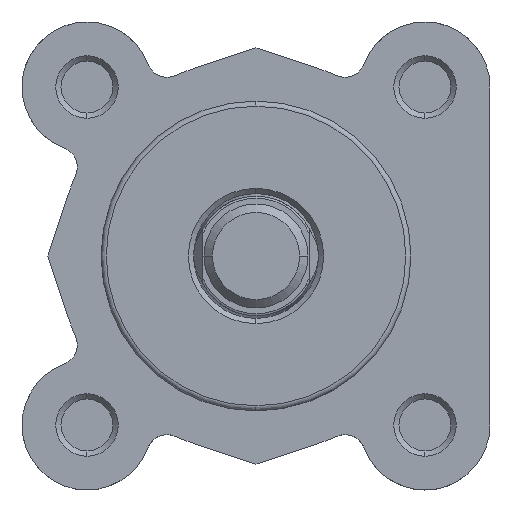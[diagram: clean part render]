
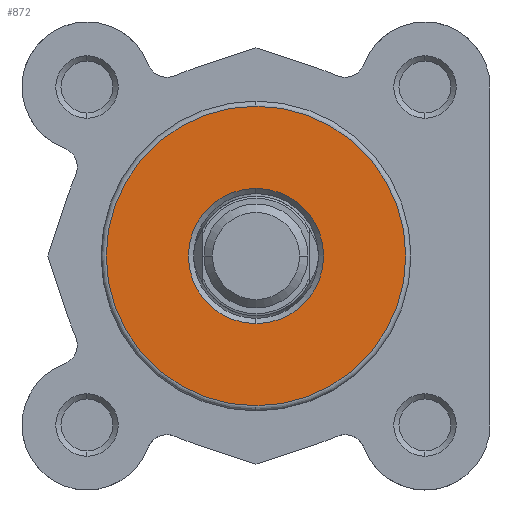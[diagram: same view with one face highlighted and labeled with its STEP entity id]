
A CAD part, left-side view. The second image highlights one B-rep face of the part: STEP entity #872.
In plain terms, the highlighted planar face has unit normal (-1, 0, 0).
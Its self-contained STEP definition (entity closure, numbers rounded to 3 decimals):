
#244 = CARTESIAN_POINT ( 'NONE',  ( 0., 0., -6.5 ) ) ;
#245 = CARTESIAN_POINT ( 'NONE',  ( 0., 0., 6.5 ) ) ;
#248 = CARTESIAN_POINT ( 'NONE',  ( 0., 0., -14.4 ) ) ;
#249 = CARTESIAN_POINT ( 'NONE',  ( 0., 0., 14.4 ) ) ;
#872 = ADVANCED_FACE ( 'NONE', ( #1156, #1170 ), #5516, .T. ) ;
#1156 = FACE_BOUND ( 'NONE', #4221, .T. ) ;
#1170 = FACE_OUTER_BOUND ( 'NONE', #4222, .T. ) ;
#1374 = CIRCLE ( 'NONE', #3256, 6.5 ) ;
#1391 = CIRCLE ( 'NONE', #3268, 14.4 ) ;
#1556 = CIRCLE ( 'NONE', #3340, 6.5 ) ;
#1560 = CIRCLE ( 'NONE', #3341, 14.4 ) ;
#2368 = ORIENTED_EDGE ( 'NONE', *, *, #2535, .T. ) ;
#2369 = ORIENTED_EDGE ( 'NONE', *, *, #2655, .T. ) ;
#2370 = ORIENTED_EDGE ( 'NONE', *, *, #2522, .T. ) ;
#2383 = ORIENTED_EDGE ( 'NONE', *, *, #2653, .T. ) ;
#2522 = EDGE_CURVE ( 'NONE', #4554, #4555, #1374, .T. ) ;
#2535 = EDGE_CURVE ( 'NONE', #4558, #4559, #1391, .T. ) ;
#2653 = EDGE_CURVE ( 'NONE', #4555, #4554, #1556, .T. ) ;
#2655 = EDGE_CURVE ( 'NONE', #4559, #4558, #1560, .T. ) ;
#3165 = AXIS2_PLACEMENT_3D ( 'NONE', #5515, #5517, #5518 ) ;
#3256 = AXIS2_PLACEMENT_3D ( 'NONE', #5941, #5942, #5943 ) ;
#3268 = AXIS2_PLACEMENT_3D ( 'NONE', #5967, #5977, #5978 ) ;
#3340 = AXIS2_PLACEMENT_3D ( 'NONE', #6283, #6284, #6285 ) ;
#3341 = AXIS2_PLACEMENT_3D ( 'NONE', #6289, #6291, #6292 ) ;
#4221 = EDGE_LOOP ( 'NONE', ( #2383, #2370 ) ) ;
#4222 = EDGE_LOOP ( 'NONE', ( #2369, #2368 ) ) ;
#4554 = VERTEX_POINT ( 'NONE', #244 ) ;
#4555 = VERTEX_POINT ( 'NONE', #245 ) ;
#4558 = VERTEX_POINT ( 'NONE', #248 ) ;
#4559 = VERTEX_POINT ( 'NONE', #249 ) ;
#5515 = CARTESIAN_POINT ( 'NONE',  ( 0., -6., 0. ) ) ;
#5516 = PLANE ( 'NONE',  #3165 ) ;
#5517 = DIRECTION ( 'NONE',  ( -1., 0., 0. ) ) ;
#5518 = DIRECTION ( 'NONE',  ( 0., 0., 1. ) ) ;
#5941 = CARTESIAN_POINT ( 'NONE',  ( 0., 0., 0. ) ) ;
#5942 = DIRECTION ( 'NONE',  ( 1., 0., 0. ) ) ;
#5943 = DIRECTION ( 'NONE',  ( 0., 0., 1. ) ) ;
#5967 = CARTESIAN_POINT ( 'NONE',  ( 0., 0., 0. ) ) ;
#5977 = DIRECTION ( 'NONE',  ( -1., 0., 0. ) ) ;
#5978 = DIRECTION ( 'NONE',  ( 0., 0., 1. ) ) ;
#6283 = CARTESIAN_POINT ( 'NONE',  ( 0., 0., 0. ) ) ;
#6284 = DIRECTION ( 'NONE',  ( 1., 0., 0. ) ) ;
#6285 = DIRECTION ( 'NONE',  ( 0., 0., 1. ) ) ;
#6289 = CARTESIAN_POINT ( 'NONE',  ( 0., 0., 0. ) ) ;
#6291 = DIRECTION ( 'NONE',  ( -1., 0., 0. ) ) ;
#6292 = DIRECTION ( 'NONE',  ( 0., 0., 1. ) ) ;
